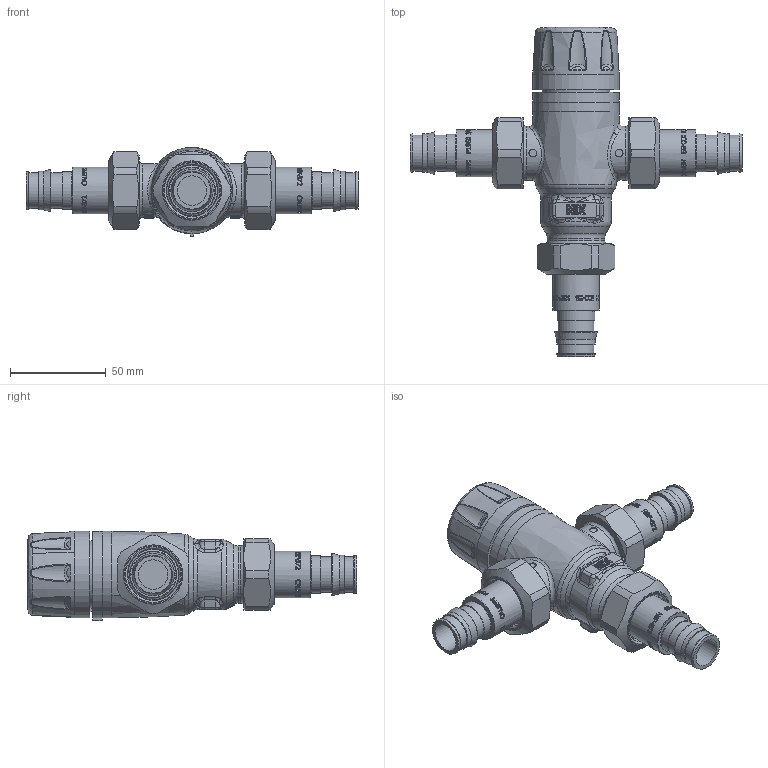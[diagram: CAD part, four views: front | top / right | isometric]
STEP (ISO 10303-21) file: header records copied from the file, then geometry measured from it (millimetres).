
FILE_DESCRIPTION(/* description */ (''),/* implementation_level */ '2;1');
FILE_NAME(/* name */ '521508A.stp',/* time_stamp */ '2025-06-11T10:47:53-05:00',/* author */ ('ischreiner'),/* organization */ (''),/* preprocessor_version */ 'ST-DEVELOPER v20',/* originating_system */ 'Autodesk Inventor 2024',/* authorisation */ '');
FILE_SCHEMA (('AUTOMOTIVE_DESIGN { 1 0 10303 214 3 1 1 }'));
Length unit declared in the file: inch
Products named in the file (4): 521508A; 521101A; F0015062 TP 0.75 inch PEX EXP for check; F61008 - 1 inch union nut
Assembly tree (7 placements, depth 2):
  521508A
    521101A
    F0015062 TP 0.75 inch PEX EXP for check  x3
    F61008 - 1 inch union nut  x3
Bounding box: 173.03 x 171.56 x 46.5 mm (x, y, z)
Volume: 230431 mm3; surface area: 58816.2 mm2
Topology: 7 solids, 7 shells, 2740 faces, 6953 edges, 4291 vertices
Faces by surface type: bspline 1147, plane 898, cylinder 510, sphere 68, torus 60, cone 57
Full cylindrical faces by diameter (mm): 2 x1, 4 x2, 8 x1, 9 x1, 15.367 x3, 18.745 x6, 19.609 x3, 20.091 x9, 20.701 x3, 21.996 x3, 24.384 x3, 26.924 x3, 27.686 x3, 28 x2, 29.515 x3, 30 x1, 30.302 x3, 31 x1, 33.1 x3, 45 x2
Entity records: 105771 total; most frequent: CARTESIAN_POINT 69095, ORIENTED_EDGE 7978, DIRECTION 6363, EDGE_CURVE 3989, AXIS2_PLACEMENT_3D 2465, VERTEX_POINT 2389, EDGE_LOOP 1758, FACE_OUTER_BOUND 1680
